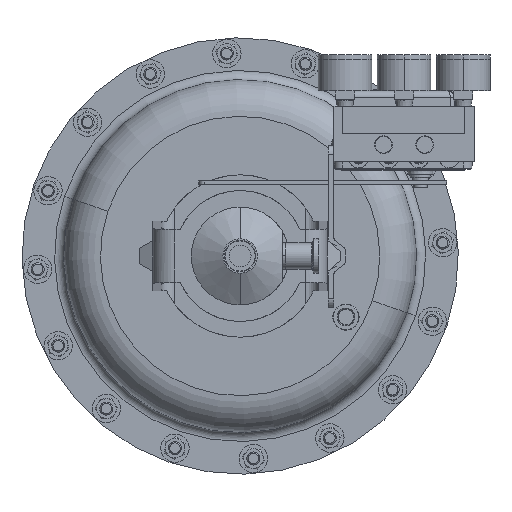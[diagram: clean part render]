
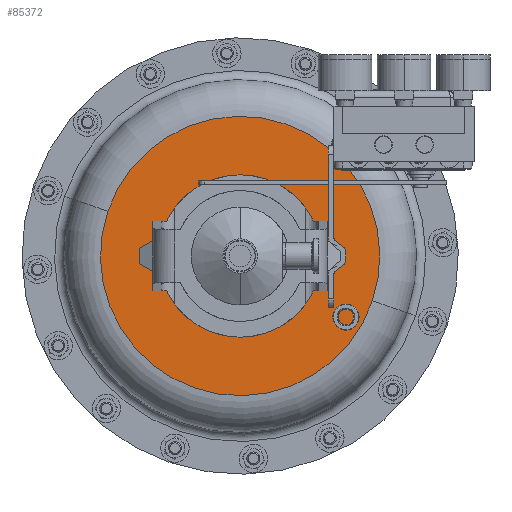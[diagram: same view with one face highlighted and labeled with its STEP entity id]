
A CAD part, front view. The second image highlights one B-rep face of the part: STEP entity #85372.
In plain terms, the highlighted planar face has unit normal (0, -1, 0).
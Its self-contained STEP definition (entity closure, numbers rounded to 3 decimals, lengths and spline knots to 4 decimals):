
#1262 = PLANE ( 'NONE',  #62143 ) ;
#18770 = CARTESIAN_POINT ( 'NONE',  ( -3.7877, 8.563, 1.2858 ) ) ;
#19431 = AXIS2_PLACEMENT_3D ( 'NONE', #33565, #88591, #41476 ) ;
#23612 = VERTEX_POINT ( 'NONE', #52307 ) ;
#24012 = DIRECTION ( 'NONE',  ( -0.947, 0., 0.321 ) ) ;
#25663 = EDGE_LOOP ( 'NONE', ( #38887, #71687 ) ) ;
#32961 = DIRECTION ( 'NONE',  ( 0., -1., 0. ) ) ;
#33565 = CARTESIAN_POINT ( 'NONE',  ( 0., 8.563, 0. ) ) ;
#34385 = FACE_OUTER_BOUND ( 'NONE', #25663, .T. ) ;
#38414 = EDGE_CURVE ( 'NONE', #89694, #23612, #84631, .T. ) ;
#38887 = ORIENTED_EDGE ( 'NONE', *, *, #65100, .F. ) ;
#41476 = DIRECTION ( 'NONE',  ( 0.947, 0., -0.321 ) ) ;
#43672 = CIRCLE ( 'NONE', #19431, 4. ) ;
#51504 = DIRECTION ( 'NONE',  ( 0.947, 0., -0.321 ) ) ;
#52307 = CARTESIAN_POINT ( 'NONE',  ( 3.7877, 8.563, -1.2858 ) ) ;
#58404 = CARTESIAN_POINT ( 'NONE',  ( 0., 8.563, 0. ) ) ;
#62143 = AXIS2_PLACEMENT_3D ( 'NONE', #71238, #32961, #24012 ) ;
#65100 = EDGE_CURVE ( 'NONE', #23612, #89694, #43672, .T. ) ;
#66992 = DIRECTION ( 'NONE',  ( 0., 1., 0. ) ) ;
#71238 = CARTESIAN_POINT ( 'NONE',  ( -1.2858, 8.563, -3.7877 ) ) ;
#71504 = AXIS2_PLACEMENT_3D ( 'NONE', #58404, #66992, #51504 ) ;
#71687 = ORIENTED_EDGE ( 'NONE', *, *, #38414, .F. ) ;
#84631 = CIRCLE ( 'NONE', #71504, 4. ) ;
#85372 = ADVANCED_FACE ( 'NONE', ( #34385 ), #1262, .T. ) ;
#88591 = DIRECTION ( 'NONE',  ( 0., 1., 0. ) ) ;
#89694 = VERTEX_POINT ( 'NONE', #18770 ) ;
